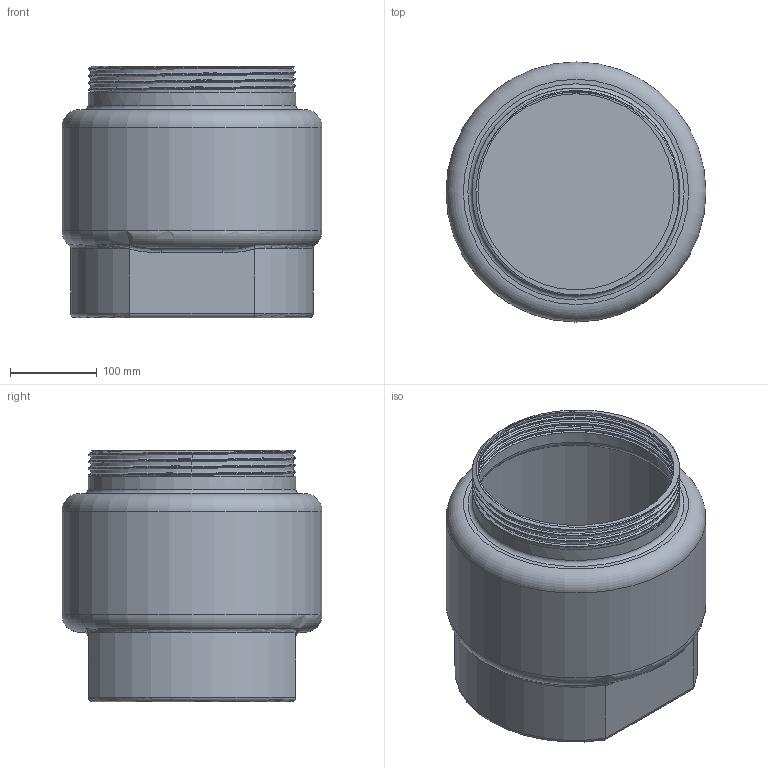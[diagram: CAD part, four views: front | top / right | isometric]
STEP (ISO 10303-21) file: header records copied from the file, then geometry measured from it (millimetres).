
FILE_DESCRIPTION(/* description */ (''),/* implementation_level */ '2;1');
FILE_NAME(/* name */ 'Tank.step',/* time_stamp */ '2020-10-28T15:36:22+11:00',/* author */ (''),/* organization */ (''),/* preprocessor_version */ 'ST-DEVELOPER v18.1',/* originating_system */ 'Autodesk Translation Framework v9.3.0.1241',/* authorisation */ '');
FILE_SCHEMA (('AUTOMOTIVE_DESIGN { 1 0 10303 214 3 1 1 }'));
Length unit declared in the file: millimetre
Products named in the file (1): Tank
Bounding box: 300 x 300 x 290 mm (x, y, z)
Volume: 948362.3 mm3; surface area: 686781.4 mm2
Topology: 1 solids, 1 shells, 70 faces, 174 edges, 110 vertices
Faces by surface type: cylinder 28, plane 16, torus 14, bspline 12
Full cylindrical faces by diameter (mm): 226.318 x1, 230.33 x2, 233.545 x3, 239.545 x4, 294 x1, 300 x1
Entity records: 6525 total; most frequent: CARTESIAN_POINT 4962, ORIENTED_EDGE 348, DIRECTION 275, EDGE_CURVE 174, AXIS2_PLACEMENT_3D 118, VERTEX_POINT 110, B_SPLINE_CURVE_WITH_KNOTS 76, EDGE_LOOP 74
